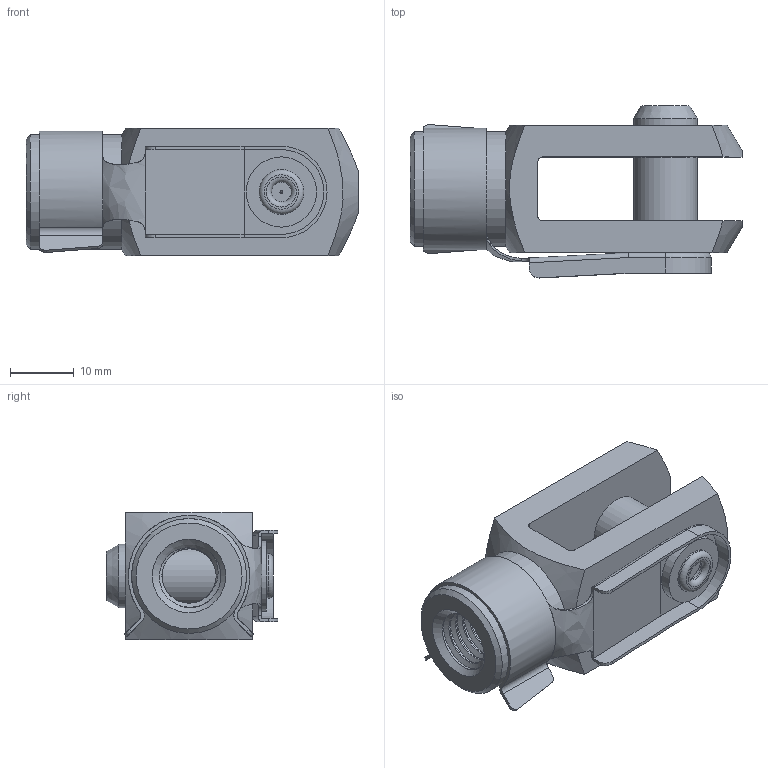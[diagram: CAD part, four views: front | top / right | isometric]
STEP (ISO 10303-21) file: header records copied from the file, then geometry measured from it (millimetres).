
FILE_DESCRIPTION(/* description */ (''),/* implementation_level */ '2;1');
FILE_NAME(/* name */ 'GA40.step',/* time_stamp */ '2024-07-01T13:46:06+02:00',/* author */ (''),/* organization */ (''),/* preprocessor_version */ 'ST-DEVELOPER v20',/* originating_system */ 'Autodesk Translation Framework v13.14.0.145',/* authorisation */ '');
FILE_SCHEMA (('AUTOMOTIVE_DESIGN { 1 0 10303 214 3 1 1 }'));
Length unit declared in the file: millimetre
Products named in the file (3): (Unsaved); Clip; Fork
Assembly tree (2 placements, depth 2):
  (Unsaved)
    Clip
    Fork
Bounding box: 52 x 26.93 x 20 mm (x, y, z)
Volume: 11926.3 mm3; surface area: 8811.3 mm2
Topology: 2 solids, 2 shells, 391 faces, 1062 edges, 704 vertices
Faces by surface type: plane 187, bspline 133, cylinder 56, cone 10, torus 5
Full cylindrical faces by diameter (mm): 3.1 x1, 6.4 x1, 7 x1, 8.5 x12, 10 x15, 11 x1, 18 x1
Entity records: 26854 total; most frequent: CARTESIAN_POINT 17894, ORIENTED_EDGE 2122, DIRECTION 1325, EDGE_CURVE 1061, VERTEX_POINT 704, LINE 639, VECTOR 639, EDGE_LOOP 427
